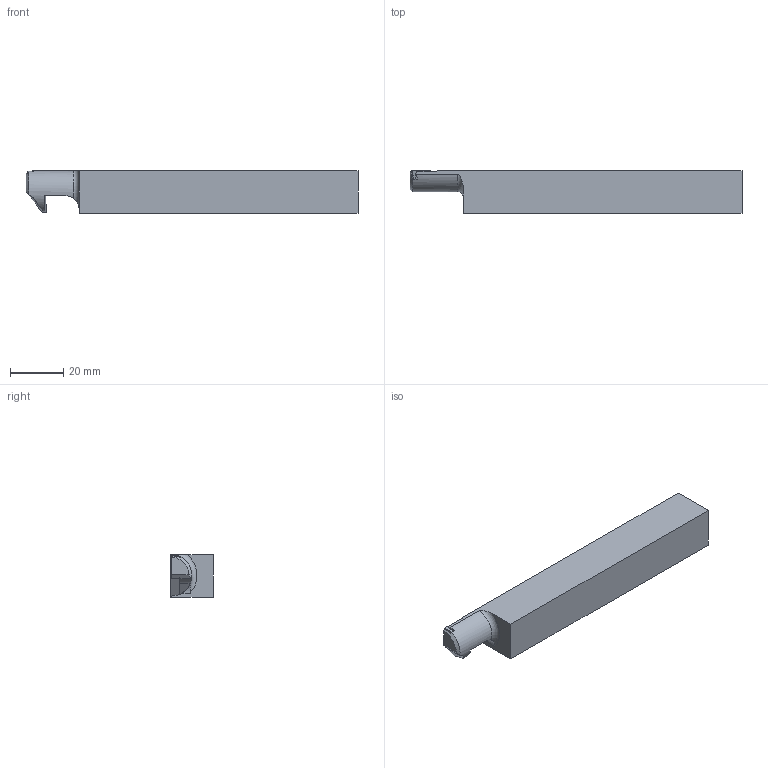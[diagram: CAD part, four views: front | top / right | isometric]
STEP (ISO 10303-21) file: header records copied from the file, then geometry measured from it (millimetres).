
FILE_DESCRIPTION (( 'STEP AP203' ), '1' );
FILE_NAME ('ISO-368-1-4.step', '2022-10-31T09:00:32', ( '' ), ( '' ), 'SwSTEP 2.0', 'SolidWorks 2022', '' );
FILE_SCHEMA (( 'CONFIG_CONTROL_DESIGN' ));
Length unit declared in the file: millimetre
Products named in the file (3): ISO-368-1-4; ISO-368-1_4; ISO-368-1_WSP_10036
Assembly tree (2 placements, depth 2):
  ISO-368-1-4
    ISO-368-1_4
    ISO-368-1_WSP_10036
Bounding box: 125 x 16 x 16 mm (x, y, z)
Volume: 28203.8 mm3; surface area: 8129.4 mm2
Topology: 2 solids, 2 shells, 35 faces, 93 edges, 62 vertices
Faces by surface type: plane 29, cylinder 4, torus 1, cone 1
Full cylindrical faces by diameter (mm): 2.8 x1
Entity records: 1416 total; most frequent: CARTESIAN_POINT 263, ORIENTED_EDGE 184, DIRECTION 168, EDGE_CURVE 92, VECTOR 70, LINE 70, VERTEX_POINT 62, AXIS2_PLACEMENT_3D 49
